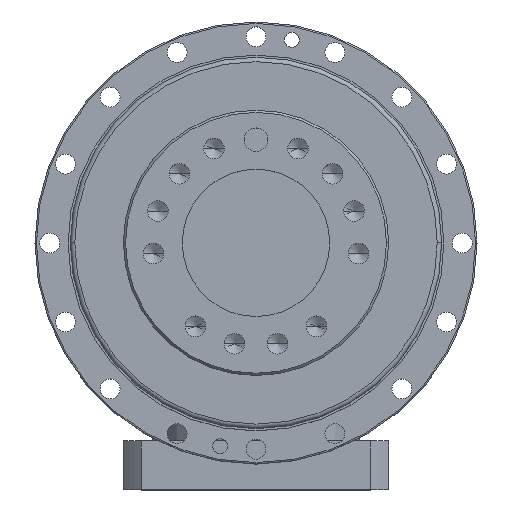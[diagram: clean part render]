
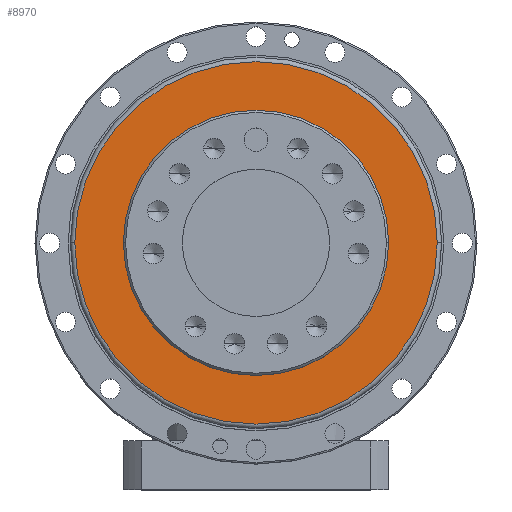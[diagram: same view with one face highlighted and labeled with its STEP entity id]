
A CAD part, top view. The second image highlights one B-rep face of the part: STEP entity #8970.
In plain terms, the highlighted planar face has unit normal (0, 0, 1).
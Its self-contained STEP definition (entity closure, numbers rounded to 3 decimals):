
#800 = VERTEX_POINT ( 'NONE', #12114 ) ;
#868 = ORIENTED_EDGE ( 'NONE', *, *, #1964, .F. ) ;
#1026 = EDGE_CURVE ( 'NONE', #16333, #12808, #11669, .T. ) ;
#1223 = CARTESIAN_POINT ( 'NONE',  ( 90., 0., 135.7 ) ) ;
#1647 = CARTESIAN_POINT ( 'NONE',  ( 0., 0., 135.7 ) ) ;
#1704 = PLANE ( 'NONE',  #12906 ) ;
#1881 = CARTESIAN_POINT ( 'NONE',  ( 0., 0., 135.7 ) ) ;
#1964 = EDGE_CURVE ( 'NONE', #8137, #800, #3670, .T. ) ;
#2234 = AXIS2_PLACEMENT_3D ( 'NONE', #16225, #7964, #17613 ) ;
#2431 = ORIENTED_EDGE ( 'NONE', *, *, #8653, .T. ) ;
#2513 = CARTESIAN_POINT ( 'NONE',  ( 0., 0., 135.7 ) ) ;
#3118 = DIRECTION ( 'NONE',  ( 0., 0., 1. ) ) ;
#3291 = DIRECTION ( 'NONE',  ( 1., 0., 0. ) ) ;
#3670 = CIRCLE ( 'NONE', #2234, 90. ) ;
#3911 = DIRECTION ( 'NONE',  ( 1., 0., 0. ) ) ;
#4073 = CIRCLE ( 'NONE', #14167, 123. ) ;
#4493 = AXIS2_PLACEMENT_3D ( 'NONE', #1881, #11550, #3291 ) ;
#4618 = CARTESIAN_POINT ( 'NONE',  ( 123., 0., 135.7 ) ) ;
#4674 = DIRECTION ( 'NONE',  ( 0., 0., 1. ) ) ;
#6168 = EDGE_LOOP ( 'NONE', ( #13983, #2431 ) ) ;
#7336 = FACE_OUTER_BOUND ( 'NONE', #6168, .T. ) ;
#7770 = FACE_BOUND ( 'NONE', #15875, .T. ) ;
#7964 = DIRECTION ( 'NONE',  ( 0., 0., 1. ) ) ;
#8137 = VERTEX_POINT ( 'NONE', #1223 ) ;
#8653 = EDGE_CURVE ( 'NONE', #12808, #16333, #4073, .T. ) ;
#8970 = ADVANCED_FACE ( 'NONE', ( #7336, #7770 ), #1704, .T. ) ;
#9920 = CIRCLE ( 'NONE', #4493, 90. ) ;
#10704 = CARTESIAN_POINT ( 'NONE',  ( -123., 0., 135.7 ) ) ;
#11550 = DIRECTION ( 'NONE',  ( 0., 0., 1. ) ) ;
#11669 = CIRCLE ( 'NONE', #11936, 123. ) ;
#11936 = AXIS2_PLACEMENT_3D ( 'NONE', #12928, #4674, #14308 ) ;
#12114 = CARTESIAN_POINT ( 'NONE',  ( -90., 0., 135.7 ) ) ;
#12160 = DIRECTION ( 'NONE',  ( 0., 0., 1. ) ) ;
#12773 = DIRECTION ( 'NONE',  ( 1., 0., 0. ) ) ;
#12808 = VERTEX_POINT ( 'NONE', #10704 ) ;
#12906 = AXIS2_PLACEMENT_3D ( 'NONE', #1647, #3118, #12773 ) ;
#12928 = CARTESIAN_POINT ( 'NONE',  ( 0., 0., 135.7 ) ) ;
#13983 = ORIENTED_EDGE ( 'NONE', *, *, #1026, .T. ) ;
#14014 = EDGE_CURVE ( 'NONE', #800, #8137, #9920, .T. ) ;
#14167 = AXIS2_PLACEMENT_3D ( 'NONE', #2513, #12160, #3911 ) ;
#14308 = DIRECTION ( 'NONE',  ( 1., 0., 0. ) ) ;
#15875 = EDGE_LOOP ( 'NONE', ( #868, #17542 ) ) ;
#16225 = CARTESIAN_POINT ( 'NONE',  ( 0., 0., 135.7 ) ) ;
#16333 = VERTEX_POINT ( 'NONE', #4618 ) ;
#17542 = ORIENTED_EDGE ( 'NONE', *, *, #14014, .F. ) ;
#17613 = DIRECTION ( 'NONE',  ( 1., 0., 0. ) ) ;
